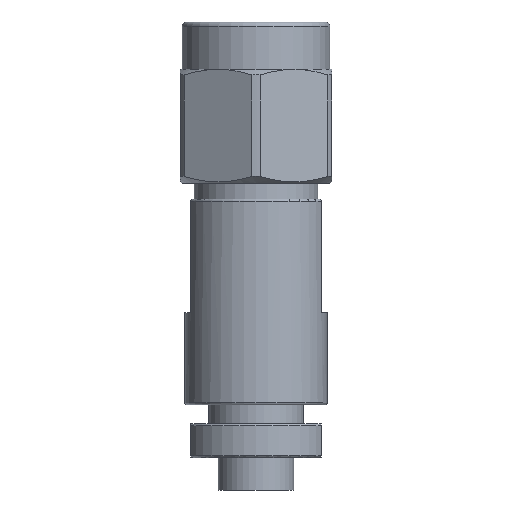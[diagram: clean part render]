
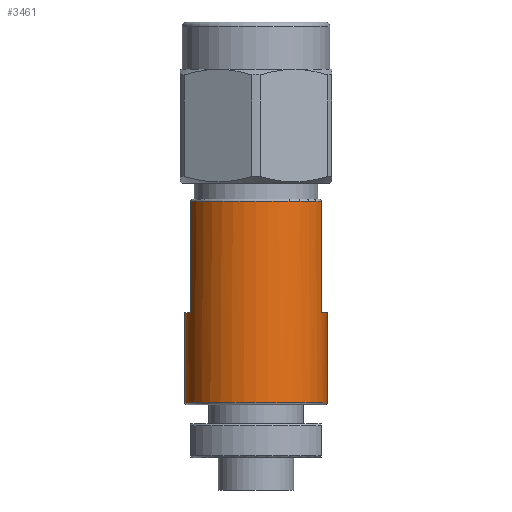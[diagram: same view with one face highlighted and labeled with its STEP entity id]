
A CAD part, front view. The second image highlights one B-rep face of the part: STEP entity #3461.
In plain terms, the highlighted cylindrical face has radius 3.75 mm (diameter 7.5 mm), a partial arc.
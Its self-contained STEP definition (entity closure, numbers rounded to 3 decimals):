
#28 = EDGE_CURVE ( 'NONE', #4913, #4275, #1416, .T. ) ;
#146 = CARTESIAN_POINT ( 'NONE',  ( 3.75, 0., 0. ) ) ;
#224 = DIRECTION ( 'NONE',  ( 0., 0., -1. ) ) ;
#232 = CARTESIAN_POINT ( 'NONE',  ( 3.45, -1.47, 10.75 ) ) ;
#251 = LINE ( 'NONE', #2450, #4798 ) ;
#260 = EDGE_CURVE ( 'NONE', #1078, #4913, #5276, .T. ) ;
#281 = CARTESIAN_POINT ( 'NONE',  ( 0., 0., 0. ) ) ;
#348 = CARTESIAN_POINT ( 'NONE',  ( 3.45, -1.47, 4.85 ) ) ;
#730 = EDGE_CURVE ( 'NONE', #3490, #4396, #1691, .T. ) ;
#883 = VERTEX_POINT ( 'NONE', #232 ) ;
#928 = CARTESIAN_POINT ( 'NONE',  ( -3.75, 0., 0.1 ) ) ;
#1078 = VERTEX_POINT ( 'NONE', #348 ) ;
#1223 = CARTESIAN_POINT ( 'NONE',  ( 0., 0., 4.85 ) ) ;
#1250 = DIRECTION ( 'NONE',  ( 0., 0., -1. ) ) ;
#1342 = CARTESIAN_POINT ( 'NONE',  ( 0., 0., 0.1 ) ) ;
#1353 = LINE ( 'NONE', #5255, #2506 ) ;
#1358 = DIRECTION ( 'NONE',  ( 0., 0., -1. ) ) ;
#1395 = ORIENTED_EDGE ( 'NONE', *, *, #4361, .T. ) ;
#1416 = LINE ( 'NONE', #146, #4439 ) ;
#1450 = ORIENTED_EDGE ( 'NONE', *, *, #3520, .F. ) ;
#1472 = CIRCLE ( 'NONE', #2215, 3.75 ) ;
#1529 = ORIENTED_EDGE ( 'NONE', *, *, #260, .F. ) ;
#1636 = DIRECTION ( 'NONE',  ( 0., 0., 1. ) ) ;
#1691 = CIRCLE ( 'NONE', #2240, 3.75 ) ;
#1788 = DIRECTION ( 'NONE',  ( 1., 0., 0. ) ) ;
#2086 = CARTESIAN_POINT ( 'NONE',  ( -3.75, 0., 0. ) ) ;
#2215 = AXIS2_PLACEMENT_3D ( 'NONE', #1342, #3132, #4810 ) ;
#2221 = VERTEX_POINT ( 'NONE', #3509 ) ;
#2240 = AXIS2_PLACEMENT_3D ( 'NONE', #1223, #4714, #3849 ) ;
#2450 = CARTESIAN_POINT ( 'NONE',  ( -3.45, -1.47, 0. ) ) ;
#2496 = LINE ( 'NONE', #2086, #3512 ) ;
#2506 = VECTOR ( 'NONE', #4410, 1000. ) ;
#2770 = CIRCLE ( 'NONE', #4880, 3.75 ) ;
#2773 = AXIS2_PLACEMENT_3D ( 'NONE', #281, #224, #4198 ) ;
#2910 = CARTESIAN_POINT ( 'NONE',  ( 0., 0., 4.85 ) ) ;
#2996 = DIRECTION ( 'NONE',  ( 0., 0., 1. ) ) ;
#3007 = ORIENTED_EDGE ( 'NONE', *, *, #3091, .T. ) ;
#3091 = EDGE_CURVE ( 'NONE', #883, #2221, #2770, .T. ) ;
#3132 = DIRECTION ( 'NONE',  ( 0., 0., 1. ) ) ;
#3461 = ADVANCED_FACE ( 'NONE', ( #3801 ), #5618, .T. ) ;
#3486 = DIRECTION ( 'NONE',  ( 0., 0., -1. ) ) ;
#3490 = VERTEX_POINT ( 'NONE', #5502 ) ;
#3509 = CARTESIAN_POINT ( 'NONE',  ( -3.45, -1.47, 10.75 ) ) ;
#3512 = VECTOR ( 'NONE', #1250, 1000. ) ;
#3520 = EDGE_CURVE ( 'NONE', #4396, #2221, #251, .T. ) ;
#3700 = EDGE_CURVE ( 'NONE', #4964, #4275, #1472, .T. ) ;
#3801 = FACE_OUTER_BOUND ( 'NONE', #5692, .T. ) ;
#3849 = DIRECTION ( 'NONE',  ( -1., 0., 0. ) ) ;
#3868 = CARTESIAN_POINT ( 'NONE',  ( 3.75, 0., 4.85 ) ) ;
#3878 = CARTESIAN_POINT ( 'NONE',  ( -3.45, -1.47, 4.85 ) ) ;
#3937 = ORIENTED_EDGE ( 'NONE', *, *, #28, .F. ) ;
#4198 = DIRECTION ( 'NONE',  ( -1., 0., 0. ) ) ;
#4251 = AXIS2_PLACEMENT_3D ( 'NONE', #2910, #1636, #5157 ) ;
#4275 = VERTEX_POINT ( 'NONE', #4954 ) ;
#4361 = EDGE_CURVE ( 'NONE', #3490, #4964, #2496, .T. ) ;
#4391 = ORIENTED_EDGE ( 'NONE', *, *, #3700, .T. ) ;
#4396 = VERTEX_POINT ( 'NONE', #3878 ) ;
#4410 = DIRECTION ( 'NONE',  ( 0., 0., -1. ) ) ;
#4439 = VECTOR ( 'NONE', #1358, 1000. ) ;
#4714 = DIRECTION ( 'NONE',  ( 0., 0., 1. ) ) ;
#4798 = VECTOR ( 'NONE', #2996, 1000. ) ;
#4810 = DIRECTION ( 'NONE',  ( -1., 0., 0. ) ) ;
#4880 = AXIS2_PLACEMENT_3D ( 'NONE', #5685, #3486, #1788 ) ;
#4913 = VERTEX_POINT ( 'NONE', #3868 ) ;
#4954 = CARTESIAN_POINT ( 'NONE',  ( 3.75, 0., 0.1 ) ) ;
#4963 = EDGE_CURVE ( 'NONE', #883, #1078, #1353, .T. ) ;
#4964 = VERTEX_POINT ( 'NONE', #928 ) ;
#5157 = DIRECTION ( 'NONE',  ( -1., 0., 0. ) ) ;
#5255 = CARTESIAN_POINT ( 'NONE',  ( 3.45, -1.47, 0. ) ) ;
#5276 = CIRCLE ( 'NONE', #4251, 3.75 ) ;
#5466 = ORIENTED_EDGE ( 'NONE', *, *, #4963, .F. ) ;
#5502 = CARTESIAN_POINT ( 'NONE',  ( -3.75, 0., 4.85 ) ) ;
#5618 = CYLINDRICAL_SURFACE ( 'NONE', #2773, 3.75 ) ;
#5685 = CARTESIAN_POINT ( 'NONE',  ( 0., 0., 10.75 ) ) ;
#5692 = EDGE_LOOP ( 'NONE', ( #3937, #1529, #5466, #3007, #1450, #5700, #1395, #4391 ) ) ;
#5700 = ORIENTED_EDGE ( 'NONE', *, *, #730, .F. ) ;
